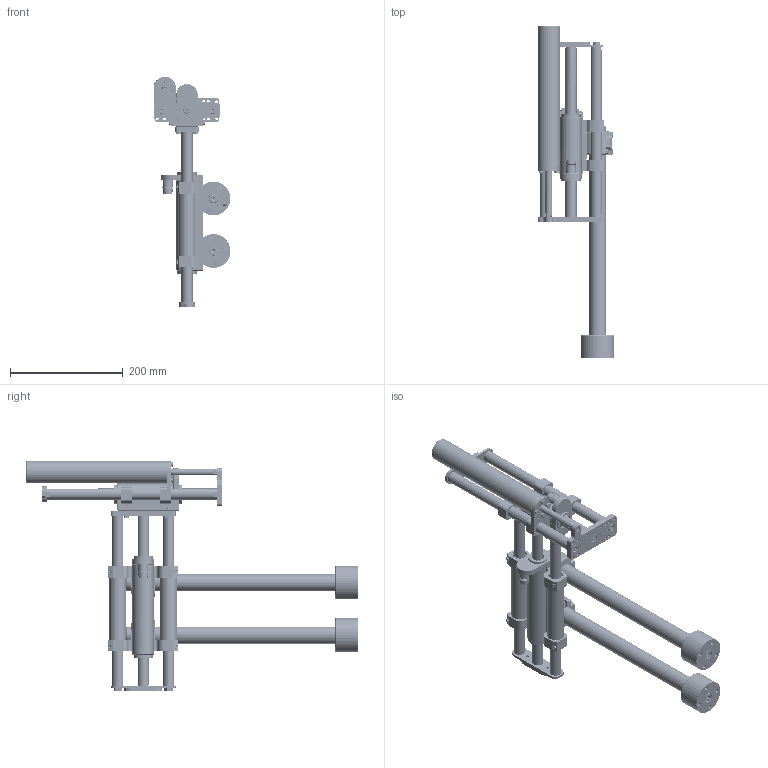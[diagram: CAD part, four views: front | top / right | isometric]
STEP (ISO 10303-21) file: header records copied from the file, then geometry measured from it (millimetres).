
FILE_DESCRIPTION (( 'STEP AP214' ), '1' );
FILE_NAME ('0386-0019_250304_PP50_120-37Sx120_180-SM01-37Sx60_PS01.STEP', '2025-03-04T13:55:52', ( '' ), ( '' ), 'SwSTEP 2.0', 'SolidWorks 2024', '' );
FILE_SCHEMA (( 'AUTOMOTIVE_DESIGN' ));
Length unit declared in the file: millimetre
Products named in the file (56): 0186-1200_SM01-37Sx60-HP-R-180_BE01_MS04_SSCP_SM01-37Sx60!180_eingefahren; 0186-1246_SL30-25x400-SSC; 0180-1622_SL01k-LR-30x...-SSC_SL01k-LR-30x148-SSC; 0230-0745_6kt-schr_M5x20_INOX; SL01-20-16x...-SSC-HIS_SL01-20-16x303-SSC-HIS; 0180-1355_PB01-37Sh-SSC_PB01h-37Sh_SSC-20; 0186-1008_PS01-37Sx120F-HP-B01-SSCP-G01-R; 0160-0165_MC01-Rg!m-SSC; 0186-0992_MS01-40x250-SSC_MS01-40x100; 0230-0725_6kt-schr_M5x14_INOX; 0186-1477_PL01-20x310!260-HP-SF_PL01-20x310!260-HP-SF; SL01-20x14x...2xM8_SL01-20x14x304-2xM8; 0180-1320_SM01k-37S-LT-SSC; 0180-1998_Wellendichtung_20x22x2.5; 0230-0644_O-Ring_22.00x1.00_NBR70_schwarz; 0186-1185_SM01-37Sx120F-HP-R-120_SSCP_S01-37Sx120!100; 0160-3221_Linearkugellager_EXC-20-F-RB; SM01-37Sx60-HP-R-180_BE01_MS04_SSCP_Motor_fix^0186-1200_SM01-37Sx60-HP-R-180_BE01_MS04_SSCP; 0180-1978_GL-A-2023-20; 0186-1248_Z01-SF-30-SSC; 0180-2226_Dichtung_LBBR 20x28x5!19.4; 0180-1996_SM01k-37S-FP-SSC; 0386-0019_250304_PP50_120-37Sx120_180-SM01-37Sx60_PS01; 0230-0705_Zyl.-Schr_I-6kt_n-K_M5x16_INOX; 0180-1836_ PB01-37Sv_SSHL_PB01-37Sv_SSC-20; 0180-1967_Z01k-VF56x30-SSC; PL01-20-HP-SF-W01_PL01-20x310!260-HP-SF; 0230-0812_Zyl.-Stift_4x8_INOX; ML01-12_ML01-12x290!240; 0160-1944_SL01h-37Sx120-LRT; 0180-1469_SM01k-37S-RP-BE01-SSC; SM01-37Sx120F-HP-R-120_SSCP_Läufer_beweglich; 0186-1249_Z01-VF-30-SSC; 0230-0529_Gew.-Stift_I-6kt_K-k_M5x5_INOX; 0180-1997_SM01k-37S-RP-SSC; 0180-1356_PB01-37Sv-SSC_PB01-37Sv_SSC-20; 0180-3494_SM01k-37S-RTS-L; 0180-0532_MA01-PR01-DH_MA01-PR01-DH-4.9; 0230-0644_O-Ring_22.00x1.00_NBR70_schwarz_Gedehnt; 0230-0613_6kt.-schr._M8x18_INOX ...
Assembly tree (116 placements, depth 5):
  0386-0019_250304_PP50_120-37Sx120_180-SM01-37Sx60_PS01
    0186-1185_SM01-37Sx120F-HP-R-120_SSCP_S01-37Sx120!100
      SM01-37Sx120F-HP-R-xxx_SSCP_Motor_fix
        0186-1008_PS01-37Sx120F-HP-B01-SSCP-G01-R
          PS01h-37Sx120F-HP-SSC-R-G01
          0160-0165_MC01-Rg!m-SSC
          0230-0644_O-Ring_22.00x1.00_NBR70_schwarz  x2
          0180-1835_ PB01-37Sh_SSHL_PB01h-37Sh_SSC-20
          0180-1836_ PB01-37Sv_SSHL_PB01-37Sv_SSC-20
        0160-1944_SL01h-37Sx120-LRT  x2
          0180-1622_SL01k-LR-30x...-SSC_SL01k-LR-30x148-SSC
          0160-3221_Linearkugellager_EXC-20-F-RB
          0180-2226_Dichtung_LBBR 20x28x5!19.4
          0160-3221_Linearkugellager_EXC-20-F-RB
        0180-3495_SM01k-37S-RTS-R  x2
        0180-3494_SM01k-37S-RTS-L  x2
        0230-0725_6kt-schr_M5x14_INOX  x8
        97942-2106100  x4
      SM01-37Sx120F-HP-R-120_SSCP_Läufer_beweglich
        0186-1477_PL01-20x310!260-HP-SF_PL01-20x310!260-HP-SF
        SL01-20x14x...2xM8_SL01-20x14x304-2xM8  x2
        0180-1996_SM01k-37S-FP-SSC
        0230-0615_Zyl.-Schr_I-6kt_n-K_M8x16_8.8_INOX  x3
        0180-1997_SM01k-37S-RP-SSC
        0230-0613_6kt.-schr._M8x18_INOX  x2
        0180-1998_Wellendichtung_20x22x2.5  x4
    0186-1200_SM01-37Sx60-HP-R-180_BE01_MS04_SSCP_SM01-37Sx60!180_eingefahren
      SM01-37Sx60-HP-R-180_BE01_MS04_SSCP_Motor_fix^0186-1200_SM01-37Sx60-HP-R-180_BE01_MS04_SSCP
        0186-1007_PS01-37Sx60-HP-B01-SSCP-G01-R
          Stator_PS01-37Sx60-HP-SSC-G01
          0230-0644_O-Ring_22.00x1.00_NBR70_schwarz_Gedehnt  x2
          0180-1355_PB01-37Sh-SSC_PB01h-37Sh_SSC-20
          0180-1356_PB01-37Sv-SSC_PB01-37Sv_SSC-20
          0180-2051_PAW01-20-BL-Lf  x2
        0230-0725_6kt-schr_M5x14_INOX  x12
        0180-1978_GL-A-2023-20  x4
        0180-1320_SM01k-37S-LT-SSC  x3
        0180-1340_SM01k-37S-MF-40-SSC
        0186-0992_MS01-40x250-SSC_MS01-40x100
      SM01-37Sx60-HP-R-180_BE01_MS04_SSCP_Läufer_beweglich^0186-1200_SM01-37Sx60-HP-R-180_BE01_MS04_SSCP
        SL01-20-16x...-SSC-HIS_SL01-20-16x303-SSC-HIS  x2
        0180-1341_SM01k-37S-MA-BE01-40-SSC
        0160-0793_Kugelscheibe_M8 x17x 8.4_INOX  x2
        0230-0615_Zyl.-Schr_I-6kt_n-K_M8x16_8.8_INOX  x3
        0180-1469_SM01k-37S-RP-BE01-SSC
        0230-0613_6kt.-schr._M8x18_INOX  x2
        ML01-12_ML01-12x290!240
        0180-0532_MA01-PR01-DH_MA01-PR01-DH-4.9
        0230-0705_Zyl.-Schr_I-6kt_n-K_M5x16_INOX
        0230-0529_Gew.-Stift_I-6kt_K-k_M5x5_INOX
        PL01-20-HP-SF-W01_PL01-20x310!260-HP-SF
    0186-1246_SL30-25x400-SSC  x2
    0186-1248_Z01-SF-30-SSC  x2
    0186-1249_Z01-VF-30-SSC
      0180-1967_Z01k-VF56x30-SSC
      0230-0701_6kt-schr_M5x40_INOX  x2
      0230-0745_6kt-schr_M5x20_INOX  x2
      0230-0812_Zyl.-Stift_4x8_INOX
    0186-1249_Z01-VF-30-SSC
      0180-1967_Z01k-VF56x30-SSC
Bounding box: 136.17 x 587.1 x 407.67 mm (x, y, z)
Volume: 2473770.4 mm3; surface area: 707188.2 mm2
Topology: 114 solids, 114 shells, 6307 faces, 14002 edges, 8247 vertices
Faces by surface type: cone 2148, plane 1913, cylinder 1657, bspline 479, torus 108, sphere 2
Full cylindrical faces by diameter (mm): 1.15 x10, 1.2 x6, 1.6 x4, 2 x4, 2.1 x10, 2.5 x1, 3 x5, 3.1 x2, 3.2 x6, 4 x31, 4.2 x46, 4.5 x2, 4.773 x4, 5 x723, 5.3 x40, 6 x9, 6.8 x13, 7 x8, 8 x157, 8.3 x4, 8.4 x2, 8.5 x1, 9 x10, 10 x31, 10.5 x2, 12 x1, 12.17 x1, 13 x11, 13.56 x1, 13.8 x2
Entity records: 92608 total; most frequent: CARTESIAN_POINT 30018, DIRECTION 10923, ORIENTED_EDGE 10778, EDGE_CURVE 5389, AXIS2_PLACEMENT_3D 4281, EDGE_LOOP 4127, VERTEX_POINT 3938, FACE_OUTER_BOUND 3258
